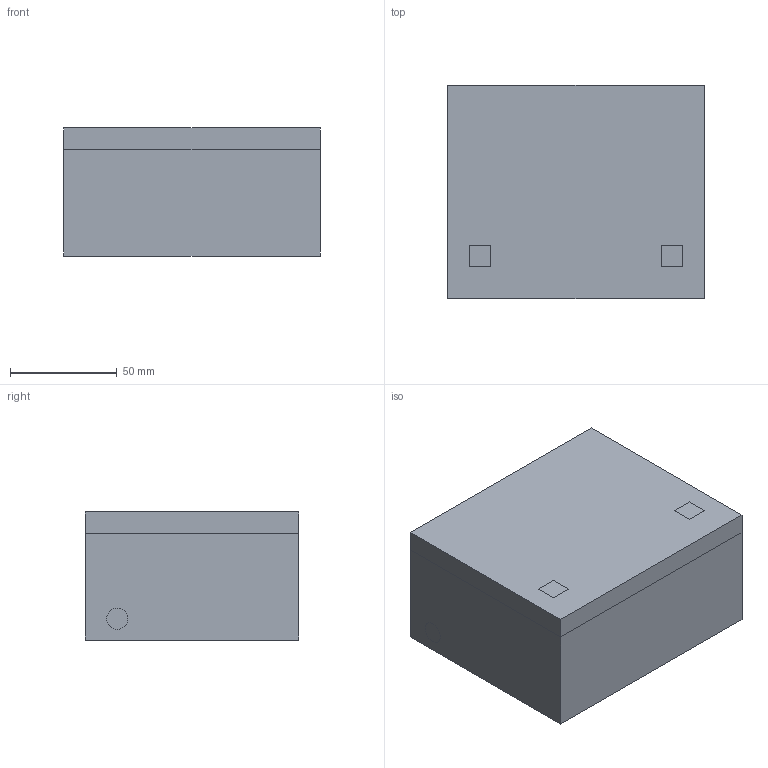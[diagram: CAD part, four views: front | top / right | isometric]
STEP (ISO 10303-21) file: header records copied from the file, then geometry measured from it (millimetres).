
FILE_DESCRIPTION(('FreeCAD Model'),'2;1');
FILE_NAME('Open CASCADE Shape Model','2026-02-05T15:34:55',(''),(''), 'Open CASCADE STEP processor 7.8','FreeCAD','Unknown');
FILE_SCHEMA(('AUTOMOTIVE_DESIGN { 1 0 10303 214 1 1 1 1 }'));
Length unit declared in the file: millimetre
Products named in the file (8): CompoundFilter; Open CASCADE STEP translator 7.8 5.1; Open CASCADE STEP translator 7.8 5.2; Open CASCADE STEP translator 7.8 5.3; Open CASCADE STEP translator 7.8 5.4; Open CASCADE STEP translator 7.8 5.5; Open CASCADE STEP translator 7.8 5.6; Open CASCADE STEP translator 7.8 5.7
Assembly tree (7 placements, depth 2):
  CompoundFilter
    Open CASCADE STEP translator 7.8 5.1
    Open CASCADE STEP translator 7.8 5.2
    Open CASCADE STEP translator 7.8 5.3
    Open CASCADE STEP translator 7.8 5.4
    Open CASCADE STEP translator 7.8 5.5
    Open CASCADE STEP translator 7.8 5.6
    Open CASCADE STEP translator 7.8 5.7
Bounding box: 120 x 100 x 60 mm (x, y, z)
Volume: 720000 mm3; surface area: 128280.5 mm2
Topology: 7 solids, 7 shells, 140 faces, 344 edges, 220 vertices
Faces by surface type: plane 136, cylinder 4
Full cylindrical faces by diameter (mm): 10 x4
Entity records: 4156 total; most frequent: CARTESIAN_POINT 712, ORIENTED_EDGE 688, DIRECTION 648, EDGE_CURVE 344, LINE 336, VECTOR 336, VERTEX_POINT 220, AXIS2_PLACEMENT_3D 156
